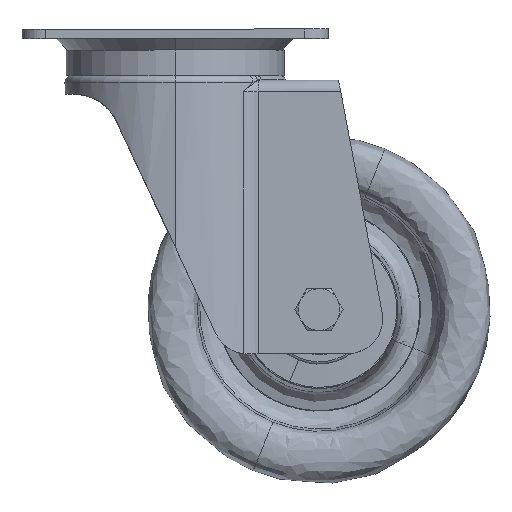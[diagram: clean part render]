
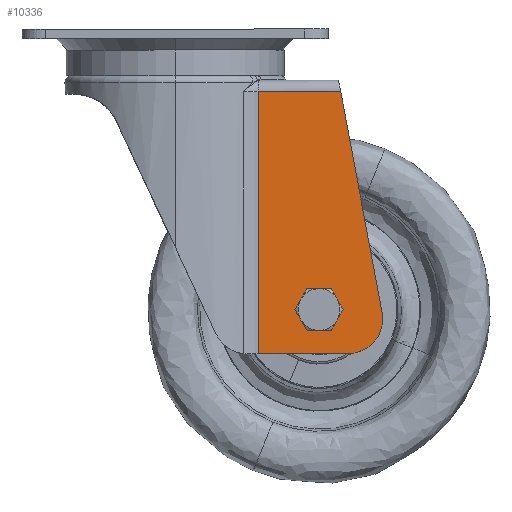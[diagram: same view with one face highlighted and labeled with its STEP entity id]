
A CAD part, top view. The second image highlights one B-rep face of the part: STEP entity #10336.
In plain terms, the highlighted planar face has unit normal (0, 0, 1).
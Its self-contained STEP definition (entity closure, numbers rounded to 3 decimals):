
#671 = DIRECTION ( 'NONE',  ( -1., -0.001, 0. ) ) ;
#757 = CARTESIAN_POINT ( 'NONE',  ( 108.506, -141.972, 35. ) ) ;
#813 = VERTEX_POINT ( 'NONE', #4340 ) ;
#1337 = CARTESIAN_POINT ( 'NONE',  ( 96.058, -137.984, 35. ) ) ;
#1597 = DIRECTION ( 'NONE',  ( -0.184, 0.983, 0. ) ) ;
#2328 = EDGE_CURVE ( 'NONE', #21425, #813, #11971, .T. ) ;
#2577 = CARTESIAN_POINT ( 'NONE',  ( 105.401, -43.975, 35. ) ) ;
#3123 = FACE_BOUND ( 'NONE', #8213, .T. ) ;
#3278 = VECTOR ( 'NONE', #15976, 1000. ) ;
#3490 = DIRECTION ( 'NONE',  ( -1., -0.001, 0. ) ) ;
#3661 = LINE ( 'NONE', #16244, #13882 ) ;
#4125 = DIRECTION ( 'NONE',  ( 0., 0., -1. ) ) ;
#4129 = DIRECTION ( 'NONE',  ( 1., 0.001, 0. ) ) ;
#4200 = ORIENTED_EDGE ( 'NONE', *, *, #11410, .F. ) ;
#4340 = CARTESIAN_POINT ( 'NONE',  ( 102.308, -137.978, 35. ) ) ;
#5060 = LINE ( 'NONE', #10251, #3278 ) ;
#5156 = DIRECTION ( 'NONE',  ( 1., 0.001, 0. ) ) ;
#5168 = VECTOR ( 'NONE', #4129, 1000. ) ;
#5215 = ORIENTED_EDGE ( 'NONE', *, *, #22038, .T. ) ;
#5486 = AXIS2_PLACEMENT_3D ( 'NONE', #15638, #17486, #19348 ) ;
#6501 = CARTESIAN_POINT ( 'NONE',  ( 69.759, -39.009, 35. ) ) ;
#6796 = ORIENTED_EDGE ( 'NONE', *, *, #12357, .T. ) ;
#6833 = ORIENTED_EDGE ( 'NONE', *, *, #17601, .T. ) ;
#7447 = PLANE ( 'NONE',  #13406 ) ;
#7562 = EDGE_CURVE ( 'NONE', #12177, #21350, #14227, .T. ) ;
#7736 = EDGE_CURVE ( 'NONE', #8667, #12177, #12431, .T. ) ;
#8213 = EDGE_LOOP ( 'NONE', ( #4200, #15656 ) ) ;
#8667 = VERTEX_POINT ( 'NONE', #11928 ) ;
#8834 = EDGE_LOOP ( 'NONE', ( #23367, #9484, #6796, #6833, #5215, #20514 ) ) ;
#8896 = CARTESIAN_POINT ( 'NONE',  ( 123.506, -141.958, 35. ) ) ;
#9484 = ORIENTED_EDGE ( 'NONE', *, *, #16761, .T. ) ;
#10251 = CARTESIAN_POINT ( 'NONE',  ( 69.763, -44.009, 35. ) ) ;
#10336 = ADVANCED_FACE ( 'NONE', ( #3123, #12180 ), #7447, .F. ) ;
#10483 = VERTEX_POINT ( 'NONE', #2577 ) ;
#11410 = EDGE_CURVE ( 'NONE', #813, #21425, #23654, .T. ) ;
#11928 = CARTESIAN_POINT ( 'NONE',  ( 69.763, -44.009, 35. ) ) ;
#11971 = CIRCLE ( 'NONE', #23462, 6.25 ) ;
#12177 = VERTEX_POINT ( 'NONE', #14381 ) ;
#12180 = FACE_OUTER_BOUND ( 'NONE', #8834, .T. ) ;
#12357 = EDGE_CURVE ( 'NONE', #17504, #23470, #19911, .T. ) ;
#12431 = LINE ( 'NONE', #6501, #17966 ) ;
#12958 = AXIS2_PLACEMENT_3D ( 'NONE', #16600, #16679, #3490 ) ;
#13295 = CARTESIAN_POINT ( 'NONE',  ( 123.25, -139.209, 35. ) ) ;
#13406 = AXIS2_PLACEMENT_3D ( 'NONE', #20877, #4125, #22731 ) ;
#13882 = VECTOR ( 'NONE', #1597, 1000. ) ;
#14227 = LINE ( 'NONE', #15300, #5168 ) ;
#14381 = CARTESIAN_POINT ( 'NONE',  ( 69.87, -157.008, 35. ) ) ;
#15300 = CARTESIAN_POINT ( 'NONE',  ( 126.576, -156.955, 35. ) ) ;
#15493 = DIRECTION ( 'NONE',  ( 0., 0., 1. ) ) ;
#15638 = CARTESIAN_POINT ( 'NONE',  ( 96.058, -137.984, 35. ) ) ;
#15656 = ORIENTED_EDGE ( 'NONE', *, *, #2328, .F. ) ;
#15976 = DIRECTION ( 'NONE',  ( -1., -0.001, 0. ) ) ;
#16244 = CARTESIAN_POINT ( 'NONE',  ( 104.464, -38.976, 35. ) ) ;
#16600 = CARTESIAN_POINT ( 'NONE',  ( 108.506, -141.972, 35. ) ) ;
#16679 = DIRECTION ( 'NONE',  ( 0., 0., 1. ) ) ;
#16761 = EDGE_CURVE ( 'NONE', #21350, #17504, #17412, .T. ) ;
#17412 = CIRCLE ( 'NONE', #12958, 15. ) ;
#17486 = DIRECTION ( 'NONE',  ( 0., 0., 1. ) ) ;
#17504 = VERTEX_POINT ( 'NONE', #8896 ) ;
#17549 = AXIS2_PLACEMENT_3D ( 'NONE', #757, #15493, #671 ) ;
#17601 = EDGE_CURVE ( 'NONE', #23470, #10483, #3661, .T. ) ;
#17966 = VECTOR ( 'NONE', #23064, 1000. ) ;
#18984 = CARTESIAN_POINT ( 'NONE',  ( 108.521, -156.972, 35. ) ) ;
#19348 = DIRECTION ( 'NONE',  ( 1., 0.001, 0. ) ) ;
#19911 = CIRCLE ( 'NONE', #17549, 15. ) ;
#20514 = ORIENTED_EDGE ( 'NONE', *, *, #7736, .T. ) ;
#20693 = CARTESIAN_POINT ( 'NONE',  ( 89.808, -137.99, 35. ) ) ;
#20877 = CARTESIAN_POINT ( 'NONE',  ( 33.964, -39.042, 35. ) ) ;
#21350 = VERTEX_POINT ( 'NONE', #18984 ) ;
#21425 = VERTEX_POINT ( 'NONE', #20693 ) ;
#22038 = EDGE_CURVE ( 'NONE', #10483, #8667, #5060, .T. ) ;
#22731 = DIRECTION ( 'NONE',  ( -1., -0.001, 0. ) ) ;
#23064 = DIRECTION ( 'NONE',  ( 0.001, -1., 0. ) ) ;
#23367 = ORIENTED_EDGE ( 'NONE', *, *, #7562, .T. ) ;
#23462 = AXIS2_PLACEMENT_3D ( 'NONE', #1337, #23748, #5156 ) ;
#23470 = VERTEX_POINT ( 'NONE', #13295 ) ;
#23654 = CIRCLE ( 'NONE', #5486, 6.25 ) ;
#23748 = DIRECTION ( 'NONE',  ( 0., 0., 1. ) ) ;
